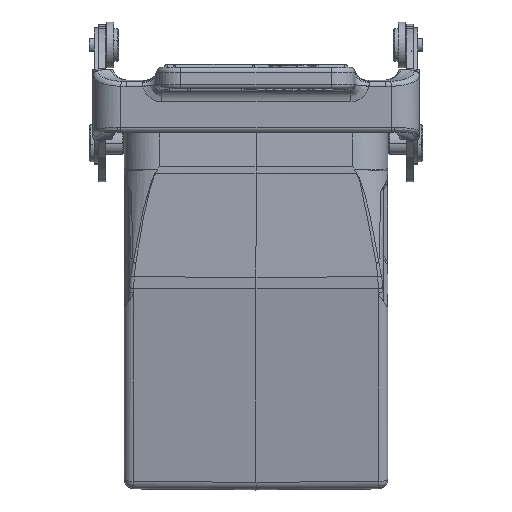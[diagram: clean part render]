
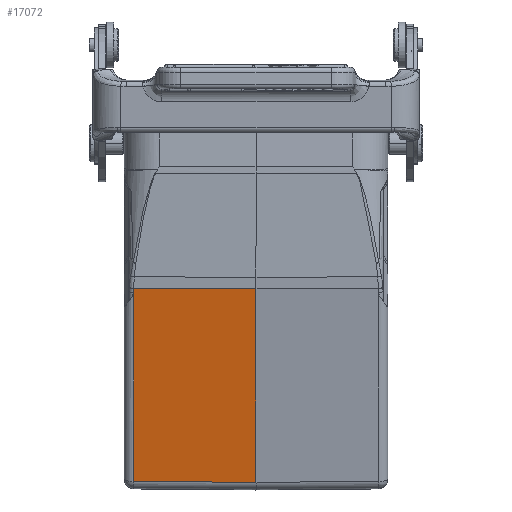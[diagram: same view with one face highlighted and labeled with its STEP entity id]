
A CAD part, left-side view. The second image highlights one B-rep face of the part: STEP entity #17072.
In plain terms, the highlighted planar face has unit normal (-0.982, 0.009, -0.191).
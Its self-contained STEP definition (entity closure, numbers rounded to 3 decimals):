
#9372=PLANE('',#41666);
#11094=LINE('',#49713,#13321);
#12907=LINE('',#68174,#15206);
#12908=LINE('',#68176,#15207);
#13321=VECTOR('',#42171,1.);
#15206=VECTOR('',#48070,1.);
#15207=VECTOR('',#48073,1.);
#17072=ADVANCED_FACE('',(#18796),#9372,.T.);
#18796=FACE_OUTER_BOUND('',#20698,.T.);
#20698=EDGE_LOOP('',(#28852,#28853,#28854,#28855,#28856,#28857));
#28852=ORIENTED_EDGE('',*,*,#33436,.F.);
#28853=ORIENTED_EDGE('',*,*,#37213,.T.);
#28854=ORIENTED_EDGE('',*,*,#37211,.F.);
#28855=ORIENTED_EDGE('',*,*,#36904,.F.);
#28856=ORIENTED_EDGE('',*,*,#37333,.T.);
#28857=ORIENTED_EDGE('',*,*,#37334,.F.);
#30364=VERTEX_POINT('',#49712);
#30365=VERTEX_POINT('',#49714);
#32675=VERTEX_POINT('',#66259);
#32679=VERTEX_POINT('',#66269);
#32883=VERTEX_POINT('',#67487);
#32944=VERTEX_POINT('',#68129);
#33436=EDGE_CURVE('',#30364,#30365,#11094,.T.);
#36904=EDGE_CURVE('',#32679,#32675,#39315,.T.);
#37211=EDGE_CURVE('',#32675,#32883,#39428,.T.);
#37213=EDGE_CURVE('',#30364,#32883,#39430,.T.);
#37333=EDGE_CURVE('',#32679,#32944,#12907,.T.);
#37334=EDGE_CURVE('',#30365,#32944,#12908,.T.);
#39315=B_SPLINE_CURVE_WITH_KNOTS('',3,(#66270,#66271,#66272,#66273),
 .UNSPECIFIED.,.F.,.F.,(4,4),(0.,1.),.UNSPECIFIED.);
#39428=B_SPLINE_CURVE_WITH_KNOTS('',3,(#67470,#67471,#67472,#67473,#67474,
#67475,#67476,#67477,#67478,#67479,#67480,#67481,#67482,#67483,#67484,#67485,
#67486),.UNSPECIFIED.,.F.,.F.,(4,1,1,1,1,1,1,1,1,1,1,1,1,1,4),(0.,0.071,
0.143,0.214,0.286,0.357,0.429,
0.5,0.571,0.643,0.714,0.786,0.857,
0.929,1.),.UNSPECIFIED.);
#39430=B_SPLINE_CURVE_WITH_KNOTS('',3,(#67495,#67496,#67497,#67498),
 .UNSPECIFIED.,.F.,.F.,(4,4),(0.,1.),.UNSPECIFIED.);
#41666=AXIS2_PLACEMENT_3D('',#68177,#48074,#48075);
#42171=DIRECTION('',(-0.009,-1.,-0.001));
#48070=DIRECTION('',(-0.007,-1.,-0.009));
#48073=DIRECTION('',(0.191,0.,-0.982));
#48074=DIRECTION('',(-0.982,0.009,-0.191));
#48075=DIRECTION('',(-0.191,0.,0.982));
#49712=CARTESIAN_POINT('',(-38.853,25.992,-35.031));
#49713=CARTESIAN_POINT('',(-38.853,25.992,-35.031));
#49714=CARTESIAN_POINT('',(-39.078,0.,-35.06));
#66259=CARTESIAN_POINT('',(-38.63,26.015,-36.176));
#66269=CARTESIAN_POINT('',(-30.886,26.017,-76.014));
#66270=CARTESIAN_POINT('',(-30.886,26.017,-76.014));
#66271=CARTESIAN_POINT('',(-33.468,26.017,-62.735));
#66272=CARTESIAN_POINT('',(-36.049,26.016,-49.455));
#66273=CARTESIAN_POINT('',(-38.63,26.015,-36.176));
#67470=CARTESIAN_POINT('',(-38.63,26.015,-36.176));
#67471=CARTESIAN_POINT('',(-38.631,26.013,-36.172));
#67472=CARTESIAN_POINT('',(-38.632,26.007,-36.166));
#67473=CARTESIAN_POINT('',(-38.635,26.009,-36.151));
#67474=CARTESIAN_POINT('',(-38.638,26.009,-36.136));
#67475=CARTESIAN_POINT('',(-38.641,26.009,-36.12));
#67476=CARTESIAN_POINT('',(-38.644,26.009,-36.103));
#67477=CARTESIAN_POINT('',(-38.648,26.009,-36.085));
#67478=CARTESIAN_POINT('',(-38.651,26.009,-36.066));
#67479=CARTESIAN_POINT('',(-38.655,26.009,-36.046));
#67480=CARTESIAN_POINT('',(-38.66,26.009,-36.024));
#67481=CARTESIAN_POINT('',(-38.664,26.009,-36.));
#67482=CARTESIAN_POINT('',(-38.669,26.009,-35.974));
#67483=CARTESIAN_POINT('',(-38.675,26.009,-35.946));
#67484=CARTESIAN_POINT('',(-38.681,26.009,-35.915));
#67485=CARTESIAN_POINT('',(-38.685,26.009,-35.893));
#67486=CARTESIAN_POINT('',(-38.687,26.009,-35.882));
#67487=CARTESIAN_POINT('',(-38.687,26.009,-35.882));
#67495=CARTESIAN_POINT('',(-38.853,25.992,-35.031));
#67496=CARTESIAN_POINT('',(-38.798,26.003,-35.311));
#67497=CARTESIAN_POINT('',(-38.743,26.009,-35.595));
#67498=CARTESIAN_POINT('',(-38.687,26.009,-35.882));
#68129=CARTESIAN_POINT('',(-31.073,0.,-76.241));
#68174=CARTESIAN_POINT('',(-30.886,26.017,-76.014));
#68176=CARTESIAN_POINT('',(-39.078,0.,-35.06));
#68177=CARTESIAN_POINT('',(-44.222,0.,-8.596));
